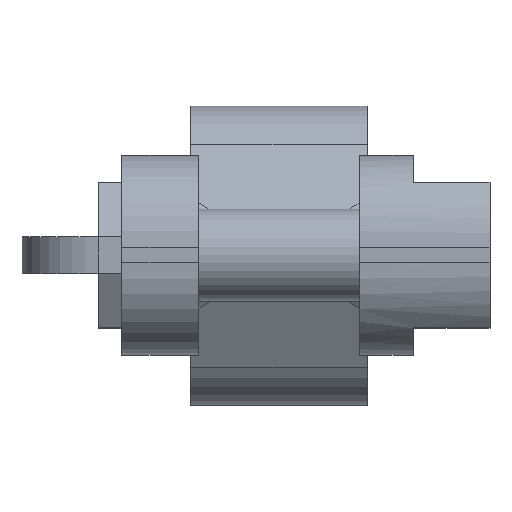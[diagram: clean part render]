
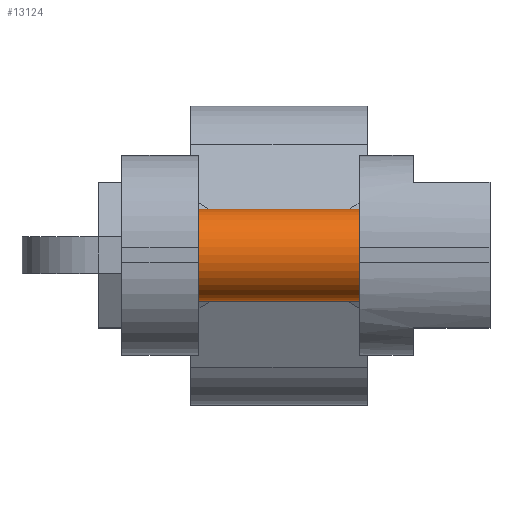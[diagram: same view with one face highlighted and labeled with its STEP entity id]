
A CAD part, top view. The second image highlights one B-rep face of the part: STEP entity #13124.
In plain terms, the highlighted cylindrical face has radius 6 mm (diameter 12 mm), a partial arc.
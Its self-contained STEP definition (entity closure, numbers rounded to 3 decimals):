
#2852=CARTESIAN_POINT('',(-10.5,0.,59.));
#2853=DIRECTION('',(1.,0.,0.));
#2854=DIRECTION('',(0.,1.,0.));
#2855=AXIS2_PLACEMENT_3D('',#2852,#2853,#2854);
#4917=CARTESIAN_POINT('',(10.5,0.,59.));
#4918=DIRECTION('',(1.,0.,0.));
#4919=DIRECTION('',(0.,1.,0.));
#4920=AXIS2_PLACEMENT_3D('',#4917,#4918,#4919);
#4922=DIRECTION('',(1.,0.,0.));
#4923=VECTOR('',#4922,21.);
#4924=CARTESIAN_POINT('',(-10.5,-6.,59.));
#4925=LINE('',#4924,#4923);
#4926=DIRECTION('',(1.,0.,0.));
#4927=VECTOR('',#4926,21.);
#4928=CARTESIAN_POINT('',(-10.5,6.,59.));
#4929=LINE('',#4928,#4927);
#5171=CARTESIAN_POINT('',(-10.5,-6.,59.));
#5172=CARTESIAN_POINT('',(-10.5,6.,59.));
#5173=VERTEX_POINT('',#5171);
#5174=VERTEX_POINT('',#5172);
#5175=CARTESIAN_POINT('',(10.5,-6.,59.));
#5176=CARTESIAN_POINT('',(10.5,6.,59.));
#5177=VERTEX_POINT('',#5175);
#5178=VERTEX_POINT('',#5176);
#13113=CARTESIAN_POINT('',(-10.5,0.,59.));
#13114=DIRECTION('',(1.,0.,0.));
#13115=DIRECTION('',(0.,-1.,0.));
#13116=AXIS2_PLACEMENT_3D('',#13113,#13114,#13115);
#13117=CYLINDRICAL_SURFACE('',#13116,6.);
#13118=ORIENTED_EDGE('',*,*,#10194,.F.);
#13119=ORIENTED_EDGE('',*,*,#13108,.T.);
#13120=ORIENTED_EDGE('',*,*,#13094,.T.);
#13121=ORIENTED_EDGE('',*,*,#13105,.F.);
#13122=EDGE_LOOP('',(#13118,#13119,#13120,#13121));
#13123=FACE_OUTER_BOUND('',#13122,.F.);
#13124=ADVANCED_FACE('',(#13123),#13117,.T.);
#2856=CIRCLE('',#2855,6.);
#4921=CIRCLE('',#4920,6.);
#10194=EDGE_CURVE('',#5174,#5173,#2856,.T.);
#13094=EDGE_CURVE('',#5178,#5177,#4921,.T.);
#13105=EDGE_CURVE('',#5173,#5177,#4925,.T.);
#13108=EDGE_CURVE('',#5174,#5178,#4929,.T.);
